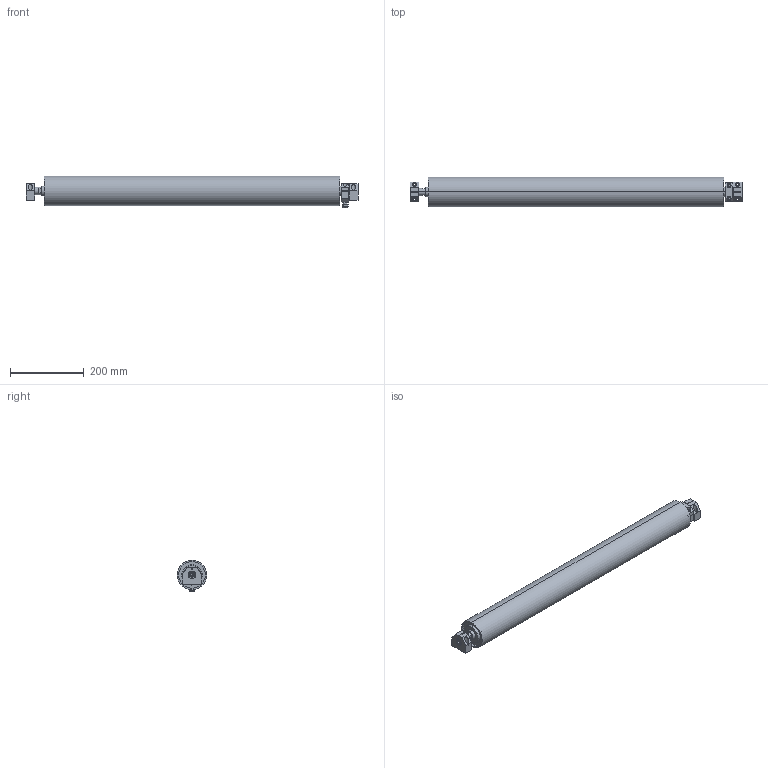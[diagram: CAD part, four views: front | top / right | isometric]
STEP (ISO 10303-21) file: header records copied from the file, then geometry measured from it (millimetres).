
FILE_DESCRIPTION((''),'2;1');
FILE_NAME('030605.1_800.stp','2008-09-16T11:53:19',(''),(''),'Mechanical Desktop 2007','Mechanical Desktop 2007',', , ');
FILE_SCHEMA(('CONFIG_CONTROL_DESIGN'));
Length unit declared in the file: millimetre
Products named in the file (23): I0306051_800; I0306052; PENDELKUGELLAGER_1207; PENDELKUGELLAGER_1207A; I0306053; I0306056; I0306055; TEIL5; I0306057; I-6KT_SCHRAUBE_M6X20A; I-6KT_SCHRAUBE_M6X20; TEIL6; TEIL7; TEIL1; SICHERUNGSRING_J72; SICHERUNGSRING_J72A; SICHERUNGSRING_A35; SICHERUNGSRING_A35A; KABELVERSCHRAUBUNG_PG7A; KABELVERSCHRAUBUNG_PG7; PRÄZISIONSWELLENBOCK_GW_1_20A; PRÄZISIONSWELLENBOCK_GW_1_20; RM_SDB
Assembly tree (31 placements, depth 3):
  I0306051_800
    I0306052  x2
    PENDELKUGELLAGER_1207  x2
      PENDELKUGELLAGER_1207A
    I0306053
    I0306056
    I0306055  x2
    TEIL5
    I0306057
    I-6KT_SCHRAUBE_M6X20A  x2
      I-6KT_SCHRAUBE_M6X20
    TEIL6  x2
    TEIL7
    TEIL1
    SICHERUNGSRING_J72  x2
      SICHERUNGSRING_J72A
    SICHERUNGSRING_A35
      SICHERUNGSRING_A35A
    KABELVERSCHRAUBUNG_PG7A
      KABELVERSCHRAUBUNG_PG7
    PRÄZISIONSWELLENBOCK_GW_1_20A  x2
      PRÄZISIONSWELLENBOCK_GW_1_20
    RM_SDB  x3
Bounding box: 900 x 80 x 86 mm (x, y, z)
Volume: 2534964.6 mm3; surface area: 606644.6 mm2
Topology: 23 solids, 23 shells, 548 faces, 1320 edges, 857 vertices
Faces by surface type: cylinder 230, plane 218, cone 62, torus 22, bspline 16
Full cylindrical faces by diameter (mm): 8 x1
Entity records: 12338 total; most frequent: CARTESIAN_POINT 2601, DIRECTION 2161, ORIENTED_EDGE 1808, EDGE_CURVE 904, AXIS2_PLACEMENT_3D 866, VERTEX_POINT 592, EDGE_LOOP 456, CIRCLE 450
